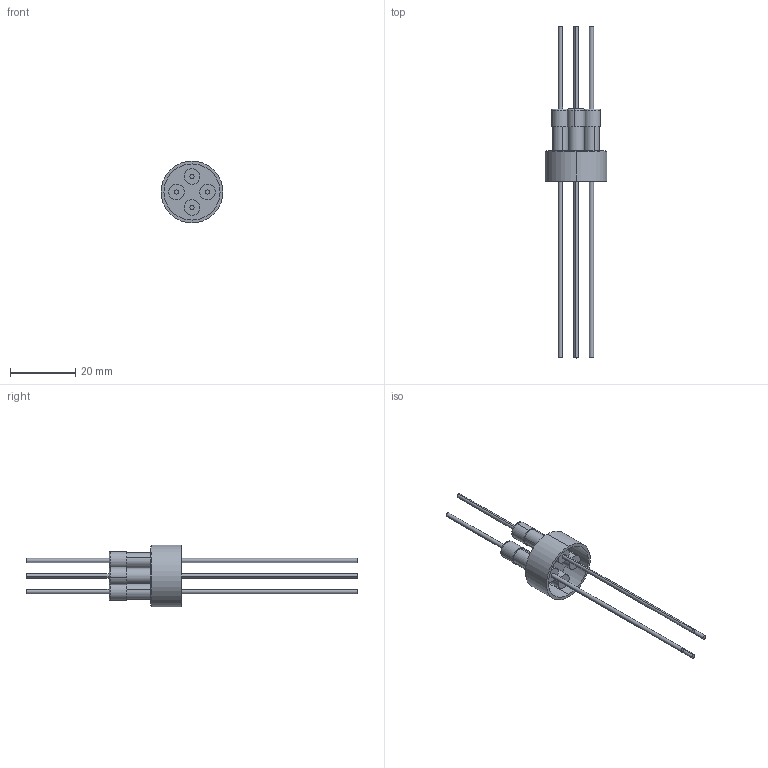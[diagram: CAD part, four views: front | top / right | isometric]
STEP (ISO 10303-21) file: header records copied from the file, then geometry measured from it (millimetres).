
FILE_DESCRIPTION (( 'STEP AP203' ), '1' );
FILE_NAME ('A0268-1-W.STEP', '2019-11-05T21:29:26', ( '' ), ( '' ), 'SwSTEP 2.0', 'SolidWorks 2019', '' );
FILE_SCHEMA (( 'CONFIG_CONTROL_DESIGN' ));
Length unit declared in the file: inch
Products named in the file (1): A0268-1-W
Bounding box: 18.97 x 101.6 x 18.97 mm (x, y, z)
Volume: 2617.9 mm3; surface area: 4045.9 mm2
Topology: 1 solids, 1 shells, 78 faces, 154 edges, 100 vertices
Faces by surface type: cylinder 46, plane 24, torus 8
Entity records: 2141 total; most frequent: DIRECTION 420, CARTESIAN_POINT 333, ORIENTED_EDGE 308, AXIS2_PLACEMENT_3D 187, EDGE_CURVE 154, CIRCLE 108, VERTEX_POINT 100, EDGE_LOOP 100
